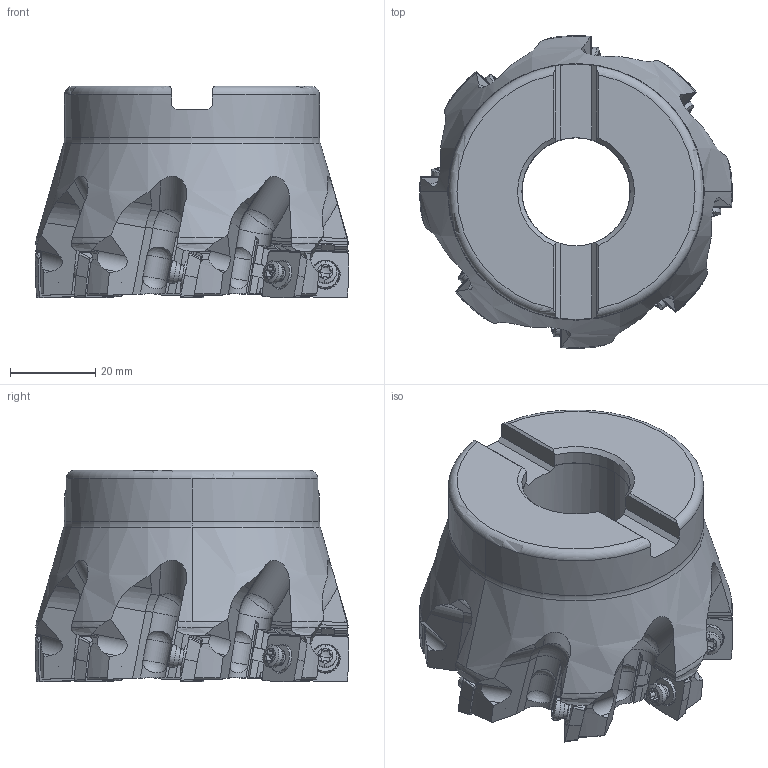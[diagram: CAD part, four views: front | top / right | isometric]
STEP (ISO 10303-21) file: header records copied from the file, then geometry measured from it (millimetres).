
FILE_DESCRIPTION(/* description */ (''),/* implementation_level */ '2;1');
FILE_NAME(/* name */ 'ASX400R0308C.stp',/* time_stamp */ '2021-09-08T11:42:01+09:00',/* author */ (''),/* organization */ (''),/* preprocessor_version */ 'ST-DEVELOPER v16',/* originating_system */ 'SIEMENS PLM Software NX 10.0',/* authorisation */ '');
FILE_SCHEMA (('AUTOMOTIVE_DESIGN { 1 0 10303 214 3 1 1 1 }'));
Products named in the file (1): ASX400R0308C_ASM
Bounding box: 73.75 x 73.75 x 49.72 mm (x, y, z)
Volume: 102407.1 mm3; surface area: 29026.7 mm2
Topology: 25 solids, 25 shells, 1204 faces, 3471 edges, 2364 vertices
Faces by surface type: plane 492, cylinder 410, cone 156, torus 56, sphere 40, extrusion 32, bspline 18
Entity records: 48701 total; most frequent: CARTESIAN_POINT 17057, ORIENTED_EDGE 6766, DIRECTION 6103, EDGE_CURVE 3383, AXIS2_PLACEMENT_3D 2316, VERTEX_POINT 2277, VECTOR 1471, LINE 1439
